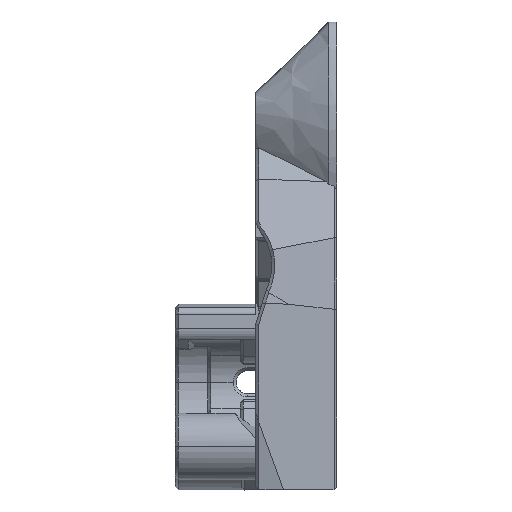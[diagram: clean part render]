
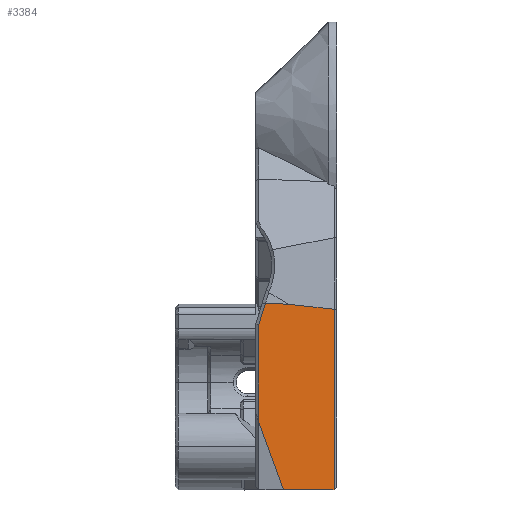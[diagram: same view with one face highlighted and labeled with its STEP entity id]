
A CAD part, left-side view. The second image highlights one B-rep face of the part: STEP entity #3384.
In plain terms, the highlighted planar face has unit normal (-0.972, -0.225, -0.074).
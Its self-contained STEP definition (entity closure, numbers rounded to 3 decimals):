
#340 = VECTOR ( 'NONE', #5611, 1000. ) ;
#911 = DIRECTION ( 'NONE',  ( -0.094, 0.077, 0.993 ) ) ;
#1100 = LINE ( 'NONE', #22667, #11200 ) ;
#1321 = CARTESIAN_POINT ( 'NONE',  ( -7.475, 130.483, 122.223 ) ) ;
#1464 = ORIENTED_EDGE ( 'NONE', *, *, #6903, .F. ) ;
#1545 = LINE ( 'NONE', #23242, #4517 ) ;
#1685 = EDGE_CURVE ( 'NONE', #14166, #5254, #3243, .T. ) ;
#2062 = CARTESIAN_POINT ( 'NONE',  ( -3.55, 121.525, 97.982 ) ) ;
#2645 = VECTOR ( 'NONE', #21173, 1000. ) ;
#2705 = CARTESIAN_POINT ( 'NONE',  ( -6.488, 131.324, 106.747 ) ) ;
#2732 = ORIENTED_EDGE ( 'NONE', *, *, #8583, .T. ) ;
#3243 = LINE ( 'NONE', #24660, #340 ) ;
#3371 = AXIS2_PLACEMENT_3D ( 'NONE', #10119, #3870, #12226 ) ;
#3384 = ADVANCED_FACE ( 'NONE', ( #26811 ), #7756, .T. ) ;
#3870 = DIRECTION ( 'NONE',  ( -0.972, -0.225, -0.074 ) ) ;
#4073 = CARTESIAN_POINT ( 'NONE',  ( -7.062, 128.72, 122.157 ) ) ;
#4112 = CARTESIAN_POINT ( 'NONE',  ( -7.475, 130.474, 122.245 ) ) ;
#4132 = VECTOR ( 'NONE', #19068, 1000. ) ;
#4517 = VECTOR ( 'NONE', #14493, 1000. ) ;
#4751 = DIRECTION ( 'NONE',  ( -0.076, 0., 0.997 ) ) ;
#5254 = VERTEX_POINT ( 'NONE', #2705 ) ;
#5418 = DIRECTION ( 'NONE',  ( -0.076, 0., 0.997 ) ) ;
#5590 = EDGE_CURVE ( 'NONE', #19549, #10527, #23959, .T. ) ;
#5611 = DIRECTION ( 'NONE',  ( -0.149, 0.338, 0.929 ) ) ;
#5735 = VERTEX_POINT ( 'NONE', #22556 ) ;
#6076 = VERTEX_POINT ( 'NONE', #4112 ) ;
#6659 = LINE ( 'NONE', #10978, #4132 ) ;
#6882 = LINE ( 'NONE', #9257, #21160 ) ;
#6903 = EDGE_CURVE ( 'NONE', #9438, #13013, #23961, .T. ) ;
#7490 = LINE ( 'NONE', #16003, #9539 ) ;
#7513 = CARTESIAN_POINT ( 'NONE',  ( -2.539, 115.009, 104.498 ) ) ;
#7756 = PLANE ( 'NONE',  #3371 ) ;
#7796 = LINE ( 'NONE', #7513, #12015 ) ;
#7913 = CARTESIAN_POINT ( 'NONE',  ( -6.764, 127.453, 122.093 ) ) ;
#8461 = ORIENTED_EDGE ( 'NONE', *, *, #24118, .F. ) ;
#8583 = EDGE_CURVE ( 'NONE', #18131, #13013, #7490, .T. ) ;
#9202 = CARTESIAN_POINT ( 'NONE',  ( -7.529, 131.334, 120.347 ) ) ;
#9257 = CARTESIAN_POINT ( 'NONE',  ( -7.552, 132.198, 118.025 ) ) ;
#9438 = VERTEX_POINT ( 'NONE', #7913 ) ;
#9539 = VECTOR ( 'NONE', #5418, 1000. ) ;
#9735 = ORIENTED_EDGE ( 'NONE', *, *, #1685, .F. ) ;
#10119 = CARTESIAN_POINT ( 'NONE',  ( -7.244, 130.109, 120.328 ) ) ;
#10406 = VECTOR ( 'NONE', #11155, 1000. ) ;
#10527 = VERTEX_POINT ( 'NONE', #15075 ) ;
#10866 = LINE ( 'NONE', #4073, #2645 ) ;
#10978 = CARTESIAN_POINT ( 'NONE',  ( -5.622, 130.484, 97.954 ) ) ;
#11155 = DIRECTION ( 'NONE',  ( 0.232, -0.967, -0.105 ) ) ;
#11200 = VECTOR ( 'NONE', #18497, 1000. ) ;
#12015 = VECTOR ( 'NONE', #20190, 1000. ) ;
#12226 = DIRECTION ( 'NONE',  ( -0.226, 0.974, 0. ) ) ;
#13013 = VERTEX_POINT ( 'NONE', #22125 ) ;
#14166 = VERTEX_POINT ( 'NONE', #21240 ) ;
#14493 = DIRECTION ( 'NONE',  ( -0.004, -0.296, 0.955 ) ) ;
#15075 = CARTESIAN_POINT ( 'NONE',  ( -7.463, 131.334, 119.479 ) ) ;
#16003 = CARTESIAN_POINT ( 'NONE',  ( -5.471, 121.525, 123.14 ) ) ;
#16476 = EDGE_CURVE ( 'NONE', #5735, #14166, #6659, .T. ) ;
#16628 = ORIENTED_EDGE ( 'NONE', *, *, #16476, .F. ) ;
#16663 = EDGE_LOOP ( 'NONE', ( #16799, #2732, #1464, #19981, #22271, #8461, #24296, #24504, #9735, #16628 ) ) ;
#16799 = ORIENTED_EDGE ( 'NONE', *, *, #20402, .F. ) ;
#18131 = VERTEX_POINT ( 'NONE', #2062 ) ;
#18497 = DIRECTION ( 'NONE',  ( 0.011, -0.356, 0.934 ) ) ;
#18503 = EDGE_CURVE ( 'NONE', #5254, #19549, #6882, .T. ) ;
#19026 = CARTESIAN_POINT ( 'NONE',  ( -6.5, 131.334, 106.874 ) ) ;
#19068 = DIRECTION ( 'NONE',  ( -0.226, 0.974, 0. ) ) ;
#19549 = VERTEX_POINT ( 'NONE', #19026 ) ;
#19981 = ORIENTED_EDGE ( 'NONE', *, *, #20196, .F. ) ;
#20190 = DIRECTION ( 'NONE',  ( -0.109, 0.703, -0.703 ) ) ;
#20196 = EDGE_CURVE ( 'NONE', #6076, #9438, #10866, .T. ) ;
#20402 = EDGE_CURVE ( 'NONE', #18131, #5735, #7796, .T. ) ;
#21160 = VECTOR ( 'NONE', #911, 1000. ) ;
#21173 = DIRECTION ( 'NONE',  ( 0.229, -0.972, -0.049 ) ) ;
#21240 = CARTESIAN_POINT ( 'NONE',  ( -5.076, 128.125, 97.954 ) ) ;
#21869 = CARTESIAN_POINT ( 'NONE',  ( -6.723, 127.283, 122.075 ) ) ;
#22125 = CARTESIAN_POINT ( 'NONE',  ( -5.342, 121.525, 121.45 ) ) ;
#22271 = ORIENTED_EDGE ( 'NONE', *, *, #24955, .F. ) ;
#22556 = CARTESIAN_POINT ( 'NONE',  ( -3.554, 121.554, 97.954 ) ) ;
#22667 = CARTESIAN_POINT ( 'NONE',  ( -7.482, 130.713, 121.619 ) ) ;
#23242 = CARTESIAN_POINT ( 'NONE',  ( -7.47, 130.831, 121.099 ) ) ;
#23381 = VECTOR ( 'NONE', #4751, 1000. ) ;
#23959 = LINE ( 'NONE', #9202, #23381 ) ;
#23961 = LINE ( 'NONE', #21869, #10406 ) ;
#24118 = EDGE_CURVE ( 'NONE', #10527, #26843, #1545, .T. ) ;
#24296 = ORIENTED_EDGE ( 'NONE', *, *, #5590, .F. ) ;
#24504 = ORIENTED_EDGE ( 'NONE', *, *, #18503, .F. ) ;
#24660 = CARTESIAN_POINT ( 'NONE',  ( -7.265, 133.084, 111.584 ) ) ;
#24955 = EDGE_CURVE ( 'NONE', #26843, #6076, #1100, .T. ) ;
#26811 = FACE_OUTER_BOUND ( 'NONE', #16663, .T. ) ;
#26843 = VERTEX_POINT ( 'NONE', #1321 ) ;
